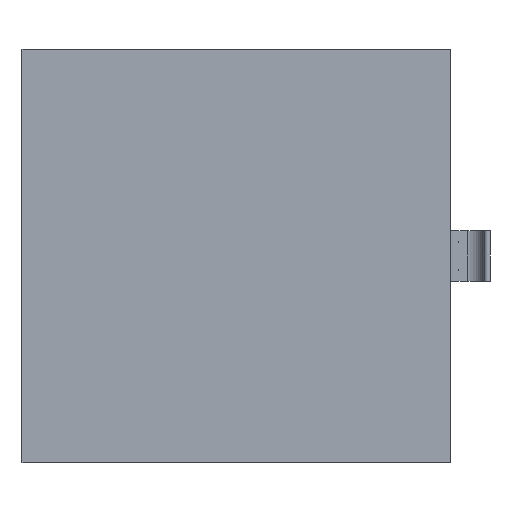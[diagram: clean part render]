
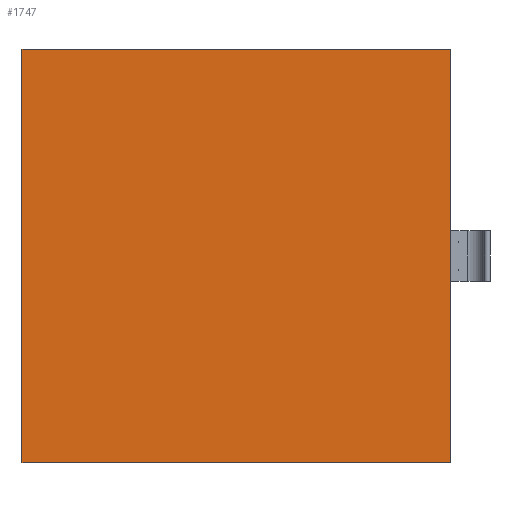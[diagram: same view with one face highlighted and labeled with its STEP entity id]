
A CAD part, left-side view. The second image highlights one B-rep face of the part: STEP entity #1747.
In plain terms, the highlighted planar face has unit normal (-1, 0, 0).
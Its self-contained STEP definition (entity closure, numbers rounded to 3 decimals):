
#150=FACE_OUTER_BOUND('',#249,.T.);
#249=EDGE_LOOP('',(#1195,#1196,#1197,#1198));
#384=LINE('',#2396,#573);
#385=LINE('',#2398,#574);
#386=LINE('',#2400,#575);
#387=LINE('',#2401,#576);
#573=VECTOR('',#1999,10.);
#574=VECTOR('',#2000,10.);
#575=VECTOR('',#2001,10.);
#576=VECTOR('',#2002,10.);
#754=VERTEX_POINT('',#2394);
#755=VERTEX_POINT('',#2395);
#756=VERTEX_POINT('',#2397);
#757=VERTEX_POINT('',#2399);
#932=EDGE_CURVE('',#754,#755,#384,.T.);
#933=EDGE_CURVE('',#754,#756,#385,.T.);
#934=EDGE_CURVE('',#757,#756,#386,.T.);
#935=EDGE_CURVE('',#755,#757,#387,.T.);
#1195=ORIENTED_EDGE('',*,*,#932,.F.);
#1196=ORIENTED_EDGE('',*,*,#933,.T.);
#1197=ORIENTED_EDGE('',*,*,#934,.F.);
#1198=ORIENTED_EDGE('',*,*,#935,.F.);
#1681=PLANE('',#1864);
#1747=ADVANCED_FACE('',(#150),#1681,.T.);
#1864=AXIS2_PLACEMENT_3D('',#2393,#1997,#1998);
#1997=DIRECTION('center_axis',(-1.,0.,0.));
#1998=DIRECTION('ref_axis',(0.,0.,1.));
#1999=DIRECTION('',(0.,0.,-1.));
#2000=DIRECTION('',(0.,1.,0.));
#2001=DIRECTION('',(0.,0.,1.));
#2002=DIRECTION('',(0.,1.,0.));
#2393=CARTESIAN_POINT('Origin',(-16.,0.,-16.));
#2394=CARTESIAN_POINT('',(-16.,0.,351.));
#2395=CARTESIAN_POINT('',(-16.,0.,-16.));
#2396=CARTESIAN_POINT('',(-16.,0.,351.));
#2397=CARTESIAN_POINT('',(-16.,380.,351.));
#2398=CARTESIAN_POINT('',(-16.,0.,351.));
#2399=CARTESIAN_POINT('',(-16.,380.,-16.));
#2400=CARTESIAN_POINT('',(-16.,380.,351.));
#2401=CARTESIAN_POINT('',(-16.,0.,-16.));
